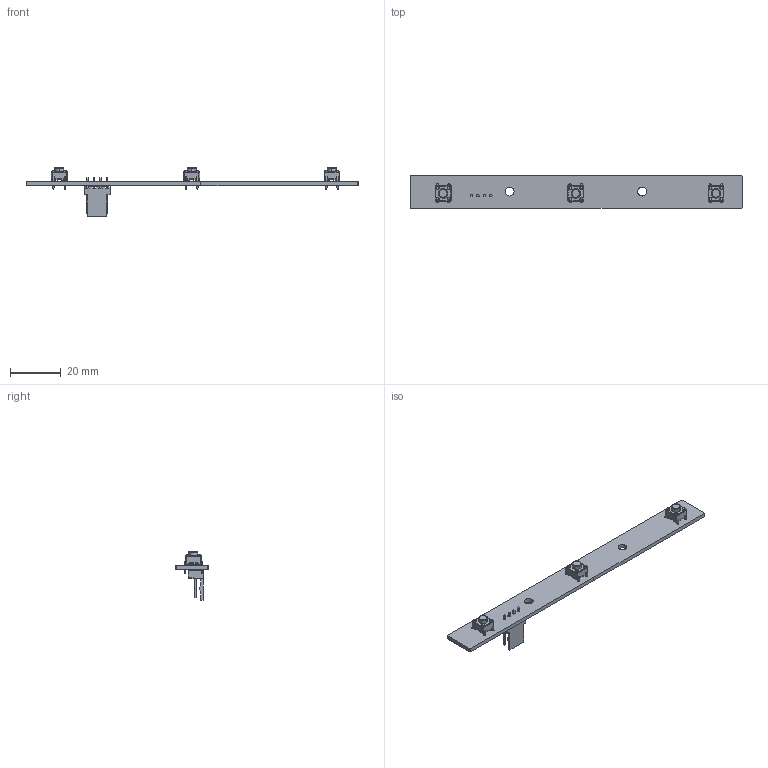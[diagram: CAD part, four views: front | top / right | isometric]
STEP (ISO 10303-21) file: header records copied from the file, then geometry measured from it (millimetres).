
FILE_DESCRIPTION(('Open CASCADE Model'),'2;1');
FILE_NAME('Open CASCADE Shape Model','2019-12-13T16:42:05',('Author'),( 'Open CASCADE'),'Open CASCADE STEP processor 6.8','Open CASCADE 6.8' ,'Unknown');
FILE_SCHEMA(('AUTOMOTIVE_DESIGN { 1 0 10303 214 1 1 1 1 }'));
Length unit declared in the file: millimetre
Products named in the file (8): PCB; Board; T3; Chave_Tactil; T2; T1; CN4; User_Library-molex_kk_0_1in_latching_4_way_vertical_header
Assembly tree (9 placements, depth 3):
  PCB
    Board
    T3
      Chave_Tactil
    T2
      Chave_Tactil
    T1
      Chave_Tactil
    CN4
      User_Library-molex_kk_0_1in_latching_4_way_vertical_header
Bounding box: 130.25 x 12.75 x 19.2 mm (x, y, z)
Volume: 3275.6 mm3; surface area: 5064.1 mm2
Topology: 5 solids, 17 shells, 933 faces, 2451 edges, 1578 vertices
Faces by surface type: plane 479, cylinder 400, bspline 54
Full cylindrical faces by diameter (mm): 0.9 x12, 1 x4, 3.5 x2
Entity records: 14644 total; most frequent: CARTESIAN_POINT 2612, DIRECTION 2067, ORIENTED_EDGE 2054, EDGE_CURVE 1027, LINE 693, VECTOR 693, AXIS2_PLACEMENT_3D 687, VERTEX_POINT 666
